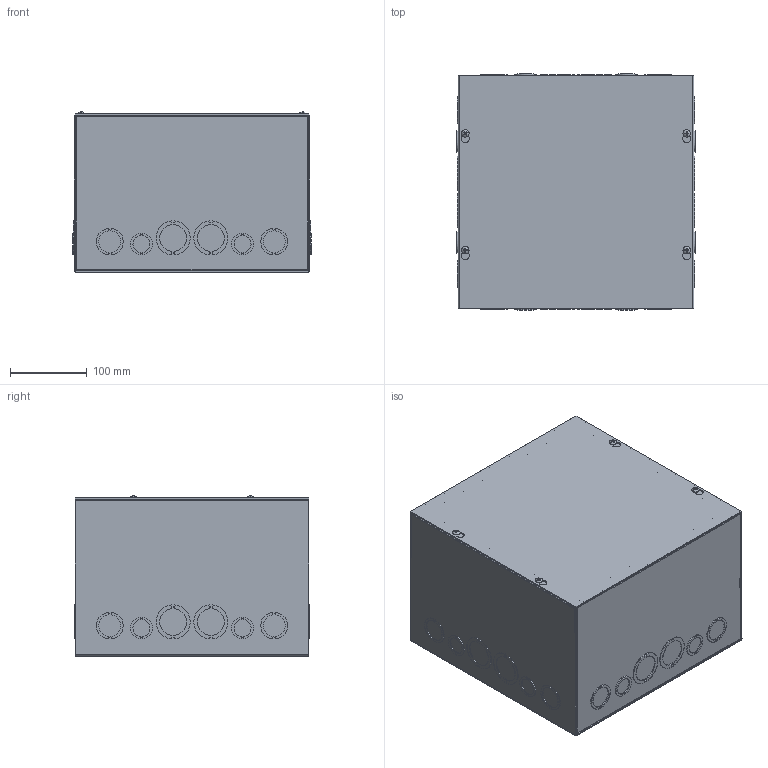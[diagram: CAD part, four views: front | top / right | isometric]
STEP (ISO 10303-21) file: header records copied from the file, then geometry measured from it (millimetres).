
FILE_DESCRIPTION(/* description */ ('SCG, BLR, 12X12X8'),/* implementation_level */ '2;1');
FILE_NAME(/* name */ 'SC121208G.stp',/* time_stamp */ '2015-03-31T20:00:09+06:00',/* author */ ('rsundaram'),/* organization */ (''),/* preprocessor_version */ 'ST-DEVELOPER v15.2',/* originating_system */ 'Autodesk Inventor 2014',/* authorisation */ '');
FILE_SCHEMA (('AUTOMOTIVE_DESIGN { 1 0 10303 214 3 1 1 }'));
Length unit declared in the file: inch
Products named in the file (5): SC121208GBLR; SC1208GTB; SC1212GLPA; 34056; SC121208G
Bounding box: 311.15 x 307.98 x 208.92 mm (x, y, z)
Volume: 743770.7 mm3; surface area: 959296.9 mm2
Topology: 21 solids, 27 shells, 940 faces, 2272 edges, 1448 vertices
Faces by surface type: plane 680, cylinder 192, cone 40, torus 16, bspline 8, sphere 4
Full cylindrical faces by diameter (mm): 3.734 x4, 4.166 x4, 7.144 x4, 9.754 x4
Entity records: 19578 total; most frequent: CARTESIAN_POINT 3512, ORIENTED_EDGE 3226, DIRECTION 3096, EDGE_CURVE 1541, LINE 1230, VECTOR 1230, VERTEX_POINT 989, AXIS2_PLACEMENT_3D 933
